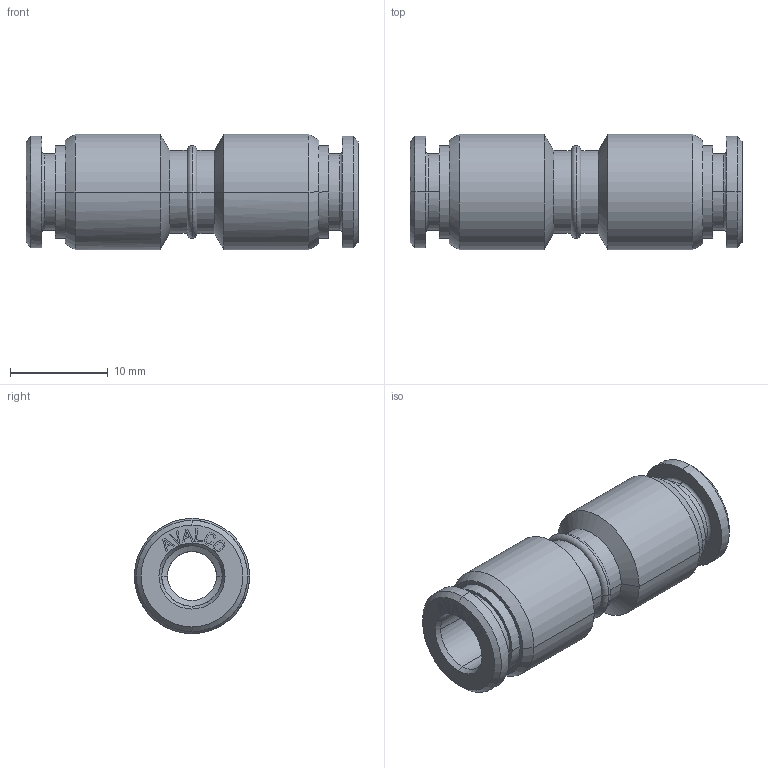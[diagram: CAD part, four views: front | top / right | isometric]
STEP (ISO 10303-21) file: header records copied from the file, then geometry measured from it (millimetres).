
FILE_DESCRIPTION(('CATIA V5 STEP Exchange'),'2;1');
FILE_NAME('PR580B-06.stp','2018-04-14T15:24:35+00:00',('none'),('none'),'CATIA Version 5 Release 21 GA (IN-10)','CATIA V5 STEP AP203','none');
FILE_SCHEMA(('CONFIG_CONTROL_DESIGN'));
Length unit declared in the file: millimetre
Products named in the file (1): PR580B-06
Bounding box: 34 x 11.8 x 11.8 mm (x, y, z)
Volume: 2108.1 mm3; surface area: 2418.7 mm2
Topology: 1 solids, 1 shells, 314 faces, 830 edges, 538 vertices
Faces by surface type: plane 236, cylinder 38, cone 28, torus 12
Entity records: 9880 total; most frequent: CARTESIAN_POINT 2211, ORIENTED_EDGE 1660, DIRECTION 1380, EDGE_CURVE 830, VECTOR 692, LINE 692, VERTEX_POINT 538, AXIS2_PLACEMENT_3D 391
